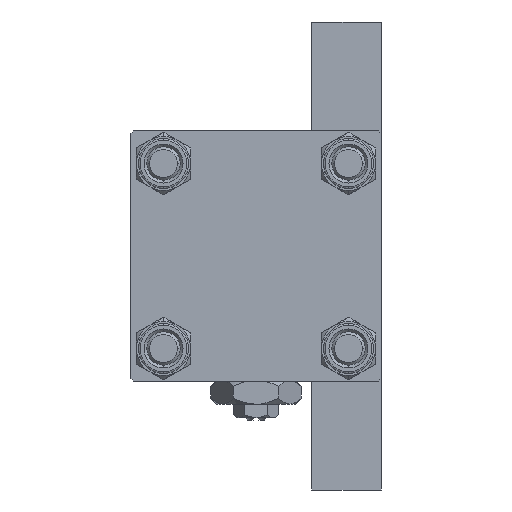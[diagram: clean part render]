
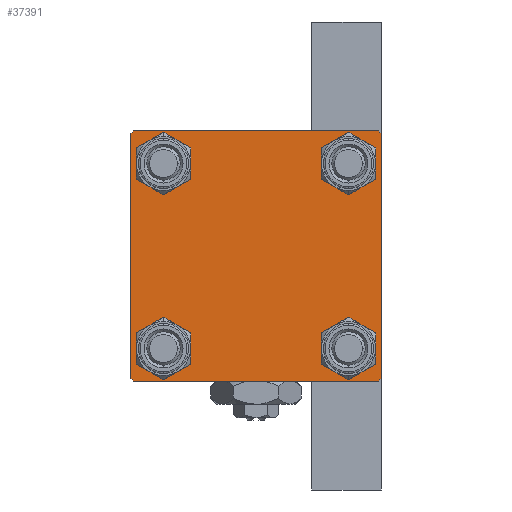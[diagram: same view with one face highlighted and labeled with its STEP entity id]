
A CAD part, left-side view. The second image highlights one B-rep face of the part: STEP entity #37391.
In plain terms, the highlighted planar face has unit normal (-1, 0, 0).
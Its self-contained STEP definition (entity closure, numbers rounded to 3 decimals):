
#13 = EDGE_CURVE ( 'NONE', #11974, #6941, #29974, .T. ) ;
#378 = CARTESIAN_POINT ( 'NONE',  ( 0., -22.25, -22.25 ) ) ;
#1098 = LINE ( 'NONE', #23716, #15599 ) ;
#1989 = AXIS2_PLACEMENT_3D ( 'NONE', #49377, #21710, #44871 ) ;
#2784 = CARTESIAN_POINT ( 'NONE',  ( 0., 16.6, 20.1 ) ) ;
#3489 = EDGE_CURVE ( 'NONE', #38384, #33902, #25259, .T. ) ;
#3593 = CARTESIAN_POINT ( 'NONE',  ( 0., 0., 0. ) ) ;
#3657 = CARTESIAN_POINT ( 'NONE',  ( 0., -16.6, -20.1 ) ) ;
#4118 = VERTEX_POINT ( 'NONE', #10540 ) ;
#4131 = DIRECTION ( 'NONE',  ( 0., -0.707, 0.707 ) ) ;
#4231 = ORIENTED_EDGE ( 'NONE', *, *, #13, .T. ) ;
#4826 = VERTEX_POINT ( 'NONE', #26366 ) ;
#5793 = DIRECTION ( 'NONE',  ( 0., 0., 1. ) ) ;
#6284 = ORIENTED_EDGE ( 'NONE', *, *, #38387, .T. ) ;
#6567 = ORIENTED_EDGE ( 'NONE', *, *, #34989, .T. ) ;
#6941 = VERTEX_POINT ( 'NONE', #3657 ) ;
#7080 = ORIENTED_EDGE ( 'NONE', *, *, #30658, .T. ) ;
#7907 = ORIENTED_EDGE ( 'NONE', *, *, #49305, .T. ) ;
#8706 = CARTESIAN_POINT ( 'NONE',  ( 0., -22.5, -22. ) ) ;
#9583 = DIRECTION ( 'NONE',  ( 1., 0., 0. ) ) ;
#9684 = CARTESIAN_POINT ( 'NONE',  ( 0., 22., -22.5 ) ) ;
#10031 = CARTESIAN_POINT ( 'NONE',  ( 0., -16.6, -13.1 ) ) ;
#10122 = VERTEX_POINT ( 'NONE', #11253 ) ;
#10540 = CARTESIAN_POINT ( 'NONE',  ( 0., 16.6, 13.1 ) ) ;
#11253 = CARTESIAN_POINT ( 'NONE',  ( 0., 22.5, 22. ) ) ;
#11974 = VERTEX_POINT ( 'NONE', #10031 ) ;
#12089 = CARTESIAN_POINT ( 'NONE',  ( 0., -22.5, 22.5 ) ) ;
#12481 = DIRECTION ( 'NONE',  ( 1., 0., 0. ) ) ;
#12584 = DIRECTION ( 'NONE',  ( 0., 0., -1. ) ) ;
#13217 = CARTESIAN_POINT ( 'NONE',  ( 0., -16.6, 16.6 ) ) ;
#15285 = VECTOR ( 'NONE', #41377, 1000. ) ;
#15599 = VECTOR ( 'NONE', #16421, 1000. ) ;
#15731 = DIRECTION ( 'NONE',  ( 1., 0., 0. ) ) ;
#15733 = CARTESIAN_POINT ( 'NONE',  ( 0., -16.6, 20.1 ) ) ;
#16370 = VERTEX_POINT ( 'NONE', #2784 ) ;
#16421 = DIRECTION ( 'NONE',  ( 0., -1., 0. ) ) ;
#16752 = CARTESIAN_POINT ( 'NONE',  ( 0., 16.6, -13.1 ) ) ;
#17018 = AXIS2_PLACEMENT_3D ( 'NONE', #3593, #19421, #22949 ) ;
#17371 = CARTESIAN_POINT ( 'NONE',  ( 0., 16.6, 16.6 ) ) ;
#18466 = CARTESIAN_POINT ( 'NONE',  ( 0., 22.5, -22.5 ) ) ;
#18663 = PLANE ( 'NONE',  #17018 ) ;
#19010 = VERTEX_POINT ( 'NONE', #37461 ) ;
#19173 = FACE_OUTER_BOUND ( 'NONE', #41806, .T. ) ;
#19244 = DIRECTION ( 'NONE',  ( 0., 0., -1. ) ) ;
#19421 = DIRECTION ( 'NONE',  ( -1., 0., 0. ) ) ;
#19741 = DIRECTION ( 'NONE',  ( 0., 0., 1. ) ) ;
#19823 = DIRECTION ( 'NONE',  ( 1., 0., 0. ) ) ;
#19961 = EDGE_LOOP ( 'NONE', ( #4231, #6284 ) ) ;
#20065 = DIRECTION ( 'NONE',  ( 0., 0., 1. ) ) ;
#20161 = DIRECTION ( 'NONE',  ( 0., 0., 1. ) ) ;
#20164 = CARTESIAN_POINT ( 'NONE',  ( 0., -22.25, 22.25 ) ) ;
#20799 = EDGE_CURVE ( 'NONE', #33417, #43580, #23395, .T. ) ;
#21044 = AXIS2_PLACEMENT_3D ( 'NONE', #35090, #31050, #35337 ) ;
#21710 = DIRECTION ( 'NONE',  ( 1., 0., 0. ) ) ;
#22078 = AXIS2_PLACEMENT_3D ( 'NONE', #13217, #12481, #28297 ) ;
#22089 = CARTESIAN_POINT ( 'NONE',  ( 0., -22., 22.5 ) ) ;
#22321 = CARTESIAN_POINT ( 'NONE',  ( 0., 16.6, 16.6 ) ) ;
#22511 = CIRCLE ( 'NONE', #39293, 3.5 ) ;
#22949 = DIRECTION ( 'NONE',  ( 0., 0., 1. ) ) ;
#23024 = CARTESIAN_POINT ( 'NONE',  ( 0., 22.25, -22.25 ) ) ;
#23395 = LINE ( 'NONE', #12089, #35524 ) ;
#23410 = ORIENTED_EDGE ( 'NONE', *, *, #39218, .T. ) ;
#23631 = CIRCLE ( 'NONE', #38912, 3.5 ) ;
#23716 = CARTESIAN_POINT ( 'NONE',  ( 0., 22.5, 22.5 ) ) ;
#23843 = VERTEX_POINT ( 'NONE', #16752 ) ;
#24266 = VECTOR ( 'NONE', #19244, 1000. ) ;
#24483 = EDGE_CURVE ( 'NONE', #4118, #16370, #22511, .T. ) ;
#25257 = VECTOR ( 'NONE', #4131, 1000. ) ;
#25259 = CIRCLE ( 'NONE', #1989, 3.5 ) ;
#25870 = VECTOR ( 'NONE', #38623, 1000. ) ;
#26366 = CARTESIAN_POINT ( 'NONE',  ( 0., 22.5, -22. ) ) ;
#28297 = DIRECTION ( 'NONE',  ( 0., 0., 1. ) ) ;
#28973 = AXIS2_PLACEMENT_3D ( 'NONE', #35578, #15731, #19741 ) ;
#29183 = AXIS2_PLACEMENT_3D ( 'NONE', #49751, #19823, #20065 ) ;
#29632 = EDGE_LOOP ( 'NONE', ( #37024, #39798 ) ) ;
#29974 = CIRCLE ( 'NONE', #29183, 3.5 ) ;
#30252 = ORIENTED_EDGE ( 'NONE', *, *, #39243, .T. ) ;
#30278 = LINE ( 'NONE', #378, #25257 ) ;
#30284 = ORIENTED_EDGE ( 'NONE', *, *, #20799, .F. ) ;
#30658 = EDGE_CURVE ( 'NONE', #32235, #19010, #49162, .T. ) ;
#31050 = DIRECTION ( 'NONE',  ( 1., 0., 0. ) ) ;
#31069 = ORIENTED_EDGE ( 'NONE', *, *, #44242, .T. ) ;
#31486 = ORIENTED_EDGE ( 'NONE', *, *, #48413, .T. ) ;
#32235 = VERTEX_POINT ( 'NONE', #9684 ) ;
#32525 = CIRCLE ( 'NONE', #22078, 3.5 ) ;
#32994 = CIRCLE ( 'NONE', #28973, 3.5 ) ;
#33417 = VERTEX_POINT ( 'NONE', #35243 ) ;
#33902 = VERTEX_POINT ( 'NONE', #46143 ) ;
#34136 = DIRECTION ( 'NONE',  ( 1., 0., 0. ) ) ;
#34179 = VECTOR ( 'NONE', #37337, 1000. ) ;
#34989 = EDGE_CURVE ( 'NONE', #33417, #38884, #36498, .T. ) ;
#35090 = CARTESIAN_POINT ( 'NONE',  ( 0., -16.6, -16.6 ) ) ;
#35243 = CARTESIAN_POINT ( 'NONE',  ( 0., -22.5, 22. ) ) ;
#35337 = DIRECTION ( 'NONE',  ( 0., 0., 1. ) ) ;
#35387 = EDGE_CURVE ( 'NONE', #41253, #23843, #32994, .T. ) ;
#35524 = VECTOR ( 'NONE', #12584, 1000. ) ;
#35578 = CARTESIAN_POINT ( 'NONE',  ( 0., 16.6, -16.6 ) ) ;
#36498 = LINE ( 'NONE', #20164, #37000 ) ;
#36597 = LINE ( 'NONE', #44139, #34179 ) ;
#37000 = VECTOR ( 'NONE', #48062, 1000. ) ;
#37024 = ORIENTED_EDGE ( 'NONE', *, *, #3489, .T. ) ;
#37337 = DIRECTION ( 'NONE',  ( 0., 0.707, -0.707 ) ) ;
#37391 = ADVANCED_FACE ( 'NONE', ( #42072, #46098, #41827, #38050, #19173 ), #18663, .T. ) ;
#37461 = CARTESIAN_POINT ( 'NONE',  ( 0., -22., -22.5 ) ) ;
#37903 = CIRCLE ( 'NONE', #21044, 3.5 ) ;
#38050 = FACE_BOUND ( 'NONE', #43949, .T. ) ;
#38130 = CARTESIAN_POINT ( 'NONE',  ( 0., 22.5, 22.5 ) ) ;
#38149 = CIRCLE ( 'NONE', #43752, 3.5 ) ;
#38372 = LINE ( 'NONE', #23024, #25870 ) ;
#38384 = VERTEX_POINT ( 'NONE', #15733 ) ;
#38387 = EDGE_CURVE ( 'NONE', #6941, #11974, #37903, .T. ) ;
#38456 = EDGE_LOOP ( 'NONE', ( #31069, #45117 ) ) ;
#38623 = DIRECTION ( 'NONE',  ( 0., -0.707, -0.707 ) ) ;
#38884 = VERTEX_POINT ( 'NONE', #22089 ) ;
#38912 = AXIS2_PLACEMENT_3D ( 'NONE', #22321, #34136, #44973 ) ;
#39218 = EDGE_CURVE ( 'NONE', #4826, #32235, #38372, .T. ) ;
#39243 = EDGE_CURVE ( 'NONE', #10122, #4826, #41655, .T. ) ;
#39293 = AXIS2_PLACEMENT_3D ( 'NONE', #17371, #39791, #20161 ) ;
#39791 = DIRECTION ( 'NONE',  ( 1., 0., 0. ) ) ;
#39798 = ORIENTED_EDGE ( 'NONE', *, *, #48255, .T. ) ;
#40236 = ORIENTED_EDGE ( 'NONE', *, *, #42777, .T. ) ;
#40565 = CARTESIAN_POINT ( 'NONE',  ( 0., 16.6, -20.1 ) ) ;
#41253 = VERTEX_POINT ( 'NONE', #40565 ) ;
#41377 = DIRECTION ( 'NONE',  ( 0., -1., 0. ) ) ;
#41655 = LINE ( 'NONE', #38130, #24266 ) ;
#41806 = EDGE_LOOP ( 'NONE', ( #30252, #23410, #7080, #31486, #30284, #6567, #45003, #7907 ) ) ;
#41827 = FACE_BOUND ( 'NONE', #38456, .T. ) ;
#42072 = FACE_BOUND ( 'NONE', #29632, .T. ) ;
#42421 = VERTEX_POINT ( 'NONE', #49293 ) ;
#42777 = EDGE_CURVE ( 'NONE', #16370, #4118, #23631, .T. ) ;
#43580 = VERTEX_POINT ( 'NONE', #8706 ) ;
#43752 = AXIS2_PLACEMENT_3D ( 'NONE', #44768, #9583, #5793 ) ;
#43949 = EDGE_LOOP ( 'NONE', ( #40236, #45551 ) ) ;
#44139 = CARTESIAN_POINT ( 'NONE',  ( 0., 22.25, 22.25 ) ) ;
#44242 = EDGE_CURVE ( 'NONE', #23843, #41253, #38149, .T. ) ;
#44768 = CARTESIAN_POINT ( 'NONE',  ( 0., 16.6, -16.6 ) ) ;
#44871 = DIRECTION ( 'NONE',  ( 0., 0., 1. ) ) ;
#44973 = DIRECTION ( 'NONE',  ( 0., 0., 1. ) ) ;
#45003 = ORIENTED_EDGE ( 'NONE', *, *, #46340, .F. ) ;
#45117 = ORIENTED_EDGE ( 'NONE', *, *, #35387, .T. ) ;
#45551 = ORIENTED_EDGE ( 'NONE', *, *, #24483, .T. ) ;
#46098 = FACE_BOUND ( 'NONE', #19961, .T. ) ;
#46143 = CARTESIAN_POINT ( 'NONE',  ( 0., -16.6, 13.1 ) ) ;
#46340 = EDGE_CURVE ( 'NONE', #42421, #38884, #1098, .T. ) ;
#48062 = DIRECTION ( 'NONE',  ( 0., 0.707, 0.707 ) ) ;
#48255 = EDGE_CURVE ( 'NONE', #33902, #38384, #32525, .T. ) ;
#48413 = EDGE_CURVE ( 'NONE', #19010, #43580, #30278, .T. ) ;
#49162 = LINE ( 'NONE', #18466, #15285 ) ;
#49293 = CARTESIAN_POINT ( 'NONE',  ( 0., 22., 22.5 ) ) ;
#49305 = EDGE_CURVE ( 'NONE', #42421, #10122, #36597, .T. ) ;
#49377 = CARTESIAN_POINT ( 'NONE',  ( 0., -16.6, 16.6 ) ) ;
#49751 = CARTESIAN_POINT ( 'NONE',  ( 0., -16.6, -16.6 ) ) ;
